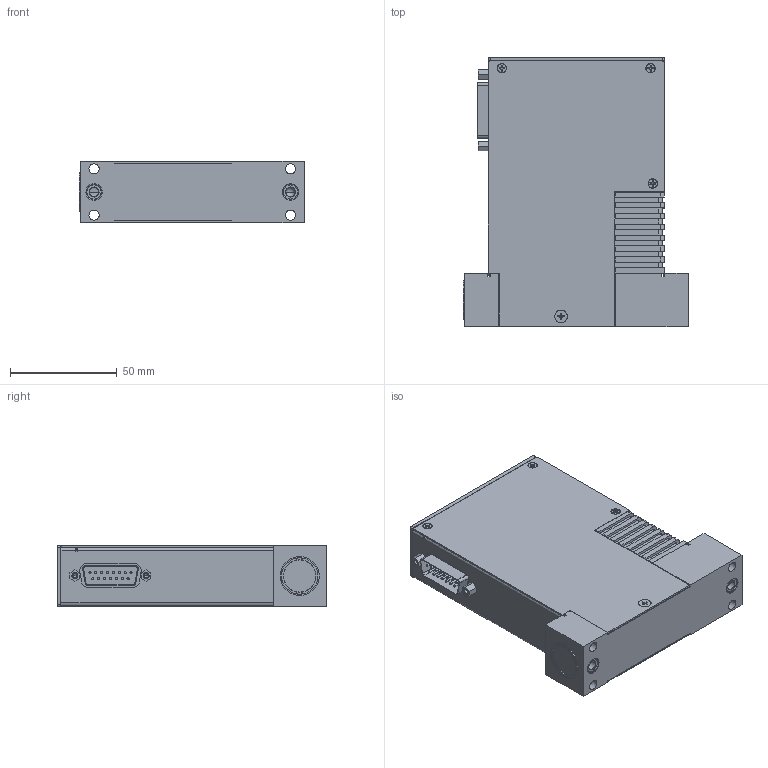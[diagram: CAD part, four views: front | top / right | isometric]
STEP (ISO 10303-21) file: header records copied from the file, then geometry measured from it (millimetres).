
FILE_DESCRIPTION((''),'2;1');
FILE_NAME('1020001_W-SEAL_9-PIN_ASM','2012-09-19T',('cockrofm'),('MKS Instruments, Inc.'),'PRO/ENGINEER BY PARAMETRIC TECHNOLOGY CORPORATION, 2009060','PRO/ENGINEER BY PARAMETRIC TECHNOLOGY CORPORATION, 2009060','');
FILE_SCHEMA(('CONFIG_CONTROL_DESIGN'));
Length unit declared in the file: inch
Products named in the file (25): 1020806_PLATE_COVER; 1031369_DISC; 1029908-003_15-PIN; 1033239_STANDOFF; 1029908-002_9-PIN_ASM; 1025430_TOP_PLATE; 160-0172_JACKSCREW_316X316_4-40; 1020465_PWB_DISPLAY; 043-7916_DISPLAY; 044-8533_LED-INDICATOR; 1020466_CCA_DISPLAY_ASM; 1026189-002; 1020472_CCA_SENSOR_BD_ASM; 160-0086; 160-6310; 160-0155_2-32_TYPE-B_3-16-LNG; 1034133_HEATSINK; 160-9715; 160-3974; 114-9989_CONN_RJ45; 110-9986_MFR-PART_MD15M3S000; 1015940_FLOWBODY; 136492_PIN; 1015940_FLOWBODY_W-PIN_ASM; 1020001_W-SEAL_9-PIN_ASM
Assembly tree (37 placements, depth 3):
  1020001_W-SEAL_9-PIN_ASM
    1020806_PLATE_COVER
    1031369_DISC
    1029908-002_9-PIN_ASM
      1029908-003_15-PIN
      1033239_STANDOFF  x3
    1025430_TOP_PLATE
    160-0172_JACKSCREW_316X316_4-40  x2
    1020466_CCA_DISPLAY_ASM
      1020465_PWB_DISPLAY
      043-7916_DISPLAY
      044-8533_LED-INDICATOR  x2
    1026189-002
    1020472_CCA_SENSOR_BD_ASM
    160-0086  x5
    160-6310  x3
    160-0155_2-32_TYPE-B_3-16-LNG  x2
    1034133_HEATSINK
    160-9715
    160-3974  x3
    114-9989_CONN_RJ45
    110-9986_MFR-PART_MD15M3S000
    1015940_FLOWBODY_W-PIN_ASM
      1015940_FLOWBODY
      136492_PIN
Bounding box: 105.41 x 126.24 x 28.57 mm (x, y, z)
Volume: 92470.8 mm3; surface area: 95712.5 mm2
Topology: 48 solids, 67 shells, 1632 faces, 4127 edges, 2437 vertices
Faces by surface type: plane 632, cylinder 462, bspline 366, cone 126, torus 32, sphere 14
Entity records: 38165 total; most frequent: CARTESIAN_POINT 9762, DIRECTION 5850, ORIENTED_EDGE 5608, EDGE_CURVE 2837, AXIS2_PLACEMENT_3D 2136, VERTEX_POINT 1909, VECTOR 1578, LINE 1578
